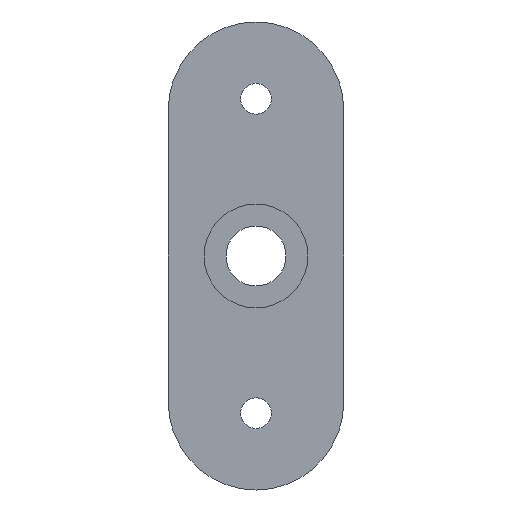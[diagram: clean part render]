
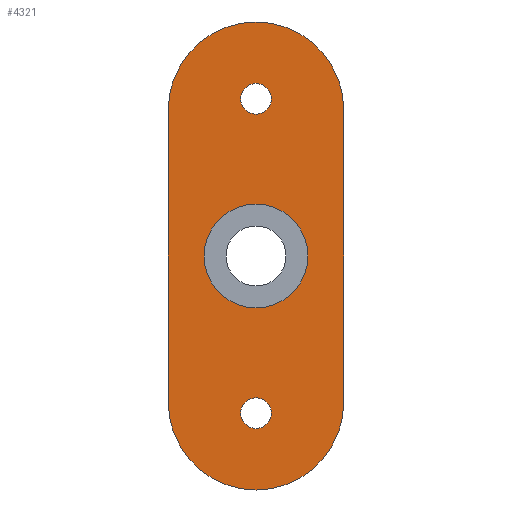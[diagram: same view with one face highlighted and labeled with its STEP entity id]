
A CAD part, front view. The second image highlights one B-rep face of the part: STEP entity #4321.
In plain terms, the highlighted planar face has unit normal (0, -1, 0).
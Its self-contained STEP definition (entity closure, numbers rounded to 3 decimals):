
#53 = VERTEX_POINT ( 'NONE', #2382 ) ;
#78 = ORIENTED_EDGE ( 'NONE', *, *, #2926, .F. ) ;
#352 = DIRECTION ( 'NONE',  ( 0., -1., 0. ) ) ;
#553 = EDGE_LOOP ( 'NONE', ( #13153, #9745 ) ) ;
#673 = EDGE_CURVE ( 'NONE', #53, #12836, #1090, .T. ) ;
#971 = CARTESIAN_POINT ( 'NONE',  ( 0., 0., 7.1 ) ) ;
#1036 = DIRECTION ( 'NONE',  ( 0., 0., -1. ) ) ;
#1090 = CIRCLE ( 'NONE', #6749, 12. ) ;
#1199 = CARTESIAN_POINT ( 'NONE',  ( 0., 0., -7.1 ) ) ;
#1215 = AXIS2_PLACEMENT_3D ( 'NONE', #5349, #7618, #1036 ) ;
#1285 = DIRECTION ( 'NONE',  ( 0., 0., 1. ) ) ;
#1362 = ORIENTED_EDGE ( 'NONE', *, *, #12759, .T. ) ;
#1635 = ORIENTED_EDGE ( 'NONE', *, *, #3733, .T. ) ;
#1849 = CARTESIAN_POINT ( 'NONE',  ( -12., 0., 32. ) ) ;
#1915 = LINE ( 'NONE', #9702, #5733 ) ;
#1996 = EDGE_CURVE ( 'NONE', #7963, #7611, #5079, .T. ) ;
#2204 = DIRECTION ( 'NONE',  ( 0., 1., 0. ) ) ;
#2332 = CIRCLE ( 'NONE', #4946, 7.1 ) ;
#2382 = CARTESIAN_POINT ( 'NONE',  ( -12., 0., -20. ) ) ;
#2479 = CARTESIAN_POINT ( 'NONE',  ( 0., 0., 0. ) ) ;
#2501 = DIRECTION ( 'NONE',  ( 0., 0., 1. ) ) ;
#2625 = CARTESIAN_POINT ( 'NONE',  ( -12., 0., 32. ) ) ;
#2817 = DIRECTION ( 'NONE',  ( 0., 0., 1. ) ) ;
#2926 = EDGE_CURVE ( 'NONE', #9577, #13547, #1915, .T. ) ;
#2935 = ORIENTED_EDGE ( 'NONE', *, *, #9764, .T. ) ;
#2948 = DIRECTION ( 'NONE',  ( 0., 0., 1. ) ) ;
#2995 = DIRECTION ( 'NONE',  ( 0., -1., 0. ) ) ;
#3040 = DIRECTION ( 'NONE',  ( 0., 0., 1. ) ) ;
#3488 = AXIS2_PLACEMENT_3D ( 'NONE', #12977, #2204, #2501 ) ;
#3677 = AXIS2_PLACEMENT_3D ( 'NONE', #4731, #12433, #13523 ) ;
#3733 = EDGE_CURVE ( 'NONE', #9412, #7961, #10338, .T. ) ;
#3798 = AXIS2_PLACEMENT_3D ( 'NONE', #1849, #11958, #2948 ) ;
#3947 = DIRECTION ( 'NONE',  ( 0., 0., -1. ) ) ;
#4321 = ADVANCED_FACE ( 'NONE', ( #8254, #7387, #9135, #11891 ), #7142, .F. ) ;
#4731 = CARTESIAN_POINT ( 'NONE',  ( 0., 0., 21.5 ) ) ;
#4946 = AXIS2_PLACEMENT_3D ( 'NONE', #2479, #10147, #11206 ) ;
#5079 = CIRCLE ( 'NONE', #7596, 2.1 ) ;
#5233 = CIRCLE ( 'NONE', #10782, 2.1 ) ;
#5264 = VERTEX_POINT ( 'NONE', #5774 ) ;
#5282 = CARTESIAN_POINT ( 'NONE',  ( 0., 0., 20. ) ) ;
#5349 = CARTESIAN_POINT ( 'NONE',  ( 0., 0., 0. ) ) ;
#5547 = ORIENTED_EDGE ( 'NONE', *, *, #673, .T. ) ;
#5733 = VECTOR ( 'NONE', #3947, 1000. ) ;
#5774 = CARTESIAN_POINT ( 'NONE',  ( 0., 0., 23.6 ) ) ;
#5798 = CARTESIAN_POINT ( 'NONE',  ( 12., 0., 20. ) ) ;
#5915 = EDGE_CURVE ( 'NONE', #12992, #10259, #2332, .T. ) ;
#6099 = CIRCLE ( 'NONE', #3488, 2.1 ) ;
#6162 = EDGE_CURVE ( 'NONE', #7961, #53, #10144, .T. ) ;
#6455 = ORIENTED_EDGE ( 'NONE', *, *, #10441, .T. ) ;
#6749 = AXIS2_PLACEMENT_3D ( 'NONE', #13589, #352, #12687 ) ;
#6835 = EDGE_LOOP ( 'NONE', ( #10323, #6455 ) ) ;
#6850 = EDGE_CURVE ( 'NONE', #10259, #12992, #13053, .T. ) ;
#7142 = PLANE ( 'NONE',  #3798 ) ;
#7316 = EDGE_CURVE ( 'NONE', #12836, #13547, #10795, .T. ) ;
#7387 = FACE_BOUND ( 'NONE', #14259, .T. ) ;
#7463 = DIRECTION ( 'NONE',  ( 0., 1., 0. ) ) ;
#7596 = AXIS2_PLACEMENT_3D ( 'NONE', #9320, #11500, #8099 ) ;
#7611 = VERTEX_POINT ( 'NONE', #13397 ) ;
#7618 = DIRECTION ( 'NONE',  ( 0., -1., 0. ) ) ;
#7656 = CARTESIAN_POINT ( 'NONE',  ( -12., 0., 20. ) ) ;
#7922 = CARTESIAN_POINT ( 'NONE',  ( 12., 0., -20. ) ) ;
#7961 = VERTEX_POINT ( 'NONE', #7656 ) ;
#7963 = VERTEX_POINT ( 'NONE', #13215 ) ;
#8099 = DIRECTION ( 'NONE',  ( 0., 0., 1. ) ) ;
#8254 = FACE_BOUND ( 'NONE', #6835, .T. ) ;
#8384 = DIRECTION ( 'NONE',  ( 0., -1., 0. ) ) ;
#8491 = CIRCLE ( 'NONE', #3677, 2.1 ) ;
#8816 = ORIENTED_EDGE ( 'NONE', *, *, #6162, .T. ) ;
#9135 = FACE_BOUND ( 'NONE', #553, .T. ) ;
#9320 = CARTESIAN_POINT ( 'NONE',  ( 0., 0., -21.5 ) ) ;
#9412 = VERTEX_POINT ( 'NONE', #13965 ) ;
#9577 = VERTEX_POINT ( 'NONE', #5798 ) ;
#9702 = CARTESIAN_POINT ( 'NONE',  ( 12., 0., 32. ) ) ;
#9745 = ORIENTED_EDGE ( 'NONE', *, *, #5915, .F. ) ;
#9764 = EDGE_CURVE ( 'NONE', #11342, #5264, #5233, .T. ) ;
#9868 = EDGE_LOOP ( 'NONE', ( #5547, #11974, #78, #1362, #1635, #8816 ) ) ;
#9939 = AXIS2_PLACEMENT_3D ( 'NONE', #12936, #2995, #3040 ) ;
#10053 = CARTESIAN_POINT ( 'NONE',  ( 0., 0., 20. ) ) ;
#10144 = LINE ( 'NONE', #2625, #11177 ) ;
#10147 = DIRECTION ( 'NONE',  ( 0., -1., 0. ) ) ;
#10259 = VERTEX_POINT ( 'NONE', #1199 ) ;
#10323 = ORIENTED_EDGE ( 'NONE', *, *, #1996, .T. ) ;
#10338 = CIRCLE ( 'NONE', #11042, 12. ) ;
#10441 = EDGE_CURVE ( 'NONE', #7611, #7963, #6099, .T. ) ;
#10782 = AXIS2_PLACEMENT_3D ( 'NONE', #12945, #7463, #2817 ) ;
#10795 = CIRCLE ( 'NONE', #9939, 12. ) ;
#11042 = AXIS2_PLACEMENT_3D ( 'NONE', #10053, #14347, #1285 ) ;
#11177 = VECTOR ( 'NONE', #12615, 1000. ) ;
#11206 = DIRECTION ( 'NONE',  ( 0., 0., -1. ) ) ;
#11342 = VERTEX_POINT ( 'NONE', #13340 ) ;
#11500 = DIRECTION ( 'NONE',  ( 0., 1., 0. ) ) ;
#11640 = CARTESIAN_POINT ( 'NONE',  ( 0., 0., -32. ) ) ;
#11855 = EDGE_CURVE ( 'NONE', #5264, #11342, #8491, .T. ) ;
#11864 = AXIS2_PLACEMENT_3D ( 'NONE', #5282, #8384, #13798 ) ;
#11891 = FACE_OUTER_BOUND ( 'NONE', #9868, .T. ) ;
#11958 = DIRECTION ( 'NONE',  ( 0., 1., 0. ) ) ;
#11974 = ORIENTED_EDGE ( 'NONE', *, *, #7316, .T. ) ;
#12127 = ORIENTED_EDGE ( 'NONE', *, *, #11855, .T. ) ;
#12433 = DIRECTION ( 'NONE',  ( 0., 1., 0. ) ) ;
#12615 = DIRECTION ( 'NONE',  ( 0., 0., -1. ) ) ;
#12687 = DIRECTION ( 'NONE',  ( 0., 0., 1. ) ) ;
#12759 = EDGE_CURVE ( 'NONE', #9577, #9412, #12976, .T. ) ;
#12836 = VERTEX_POINT ( 'NONE', #11640 ) ;
#12936 = CARTESIAN_POINT ( 'NONE',  ( 0., 0., -20. ) ) ;
#12945 = CARTESIAN_POINT ( 'NONE',  ( 0., 0., 21.5 ) ) ;
#12976 = CIRCLE ( 'NONE', #11864, 12. ) ;
#12977 = CARTESIAN_POINT ( 'NONE',  ( 0., 0., -21.5 ) ) ;
#12992 = VERTEX_POINT ( 'NONE', #971 ) ;
#13053 = CIRCLE ( 'NONE', #1215, 7.1 ) ;
#13153 = ORIENTED_EDGE ( 'NONE', *, *, #6850, .F. ) ;
#13215 = CARTESIAN_POINT ( 'NONE',  ( 0., 0., -19.4 ) ) ;
#13340 = CARTESIAN_POINT ( 'NONE',  ( 0., 0., 19.4 ) ) ;
#13397 = CARTESIAN_POINT ( 'NONE',  ( 0., 0., -23.6 ) ) ;
#13523 = DIRECTION ( 'NONE',  ( 0., 0., 1. ) ) ;
#13547 = VERTEX_POINT ( 'NONE', #7922 ) ;
#13589 = CARTESIAN_POINT ( 'NONE',  ( 0., 0., -20. ) ) ;
#13798 = DIRECTION ( 'NONE',  ( 0., 0., 1. ) ) ;
#13965 = CARTESIAN_POINT ( 'NONE',  ( 0., 0., 32. ) ) ;
#14259 = EDGE_LOOP ( 'NONE', ( #12127, #2935 ) ) ;
#14347 = DIRECTION ( 'NONE',  ( 0., -1., 0. ) ) ;
